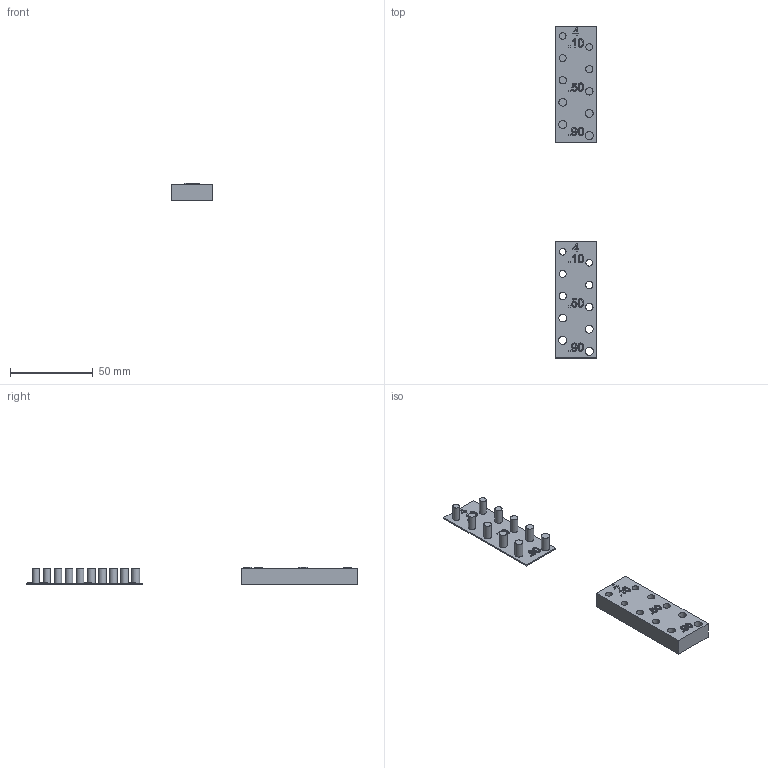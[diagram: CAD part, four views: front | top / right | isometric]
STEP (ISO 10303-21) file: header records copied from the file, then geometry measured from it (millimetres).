
FILE_DESCRIPTION(/* description */ ('','CAx-IF Rec.Pracs.---Representation and Presentation of Product Manufacturing Information (PMI)---4.0---2014-10-13'),/* implementation_level */ '2;1');
FILE_NAME(/* name */ '04 mm 3D Holes and Pins Kit v2.step',/* time_stamp */ '2025-03-16T20:51:12+01:00',/* author */ (''),/* organization */ (''),/* preprocessor_version */ 'ST-DEVELOPER v20',/* originating_system */ 'Autodesk Translation Framework v13.20.0.188',/* authorisation */ '');
FILE_SCHEMA (('AP242_MANAGED_MODEL_BASED_3D_ENGINEERING_MIM_LF { 1 0 10303 442 1 1 4 }'));
Length unit declared in the file: millimetre
Products named in the file (1): 04 mm 3D Holes and Pins Kit
Bounding box: 25 x 200 x 10.4 mm (x, y, z)
Volume: 18812.6 mm3; surface area: 11745.2 mm2
Topology: 22 solids, 22 shells, 376 faces, 966 edges, 644 vertices
Faces by surface type: bspline 216, plane 140, cylinder 20
Full cylindrical faces by diameter (mm): 4 x2, 4.1 x2, 4.2 x2, 4.3 x2, 4.4 x2, 4.5 x2, 4.6 x2, 4.7 x2, 4.8 x2, 4.9 x2
Entity records: 14818 total; most frequent: CARTESIAN_POINT 7015, ORIENTED_EDGE 1932, EDGE_CURVE 966, DIRECTION 896, VERTEX_POINT 644, LINE 494, VECTOR 494, B_SPLINE_CURVE_WITH_KNOTS 432
